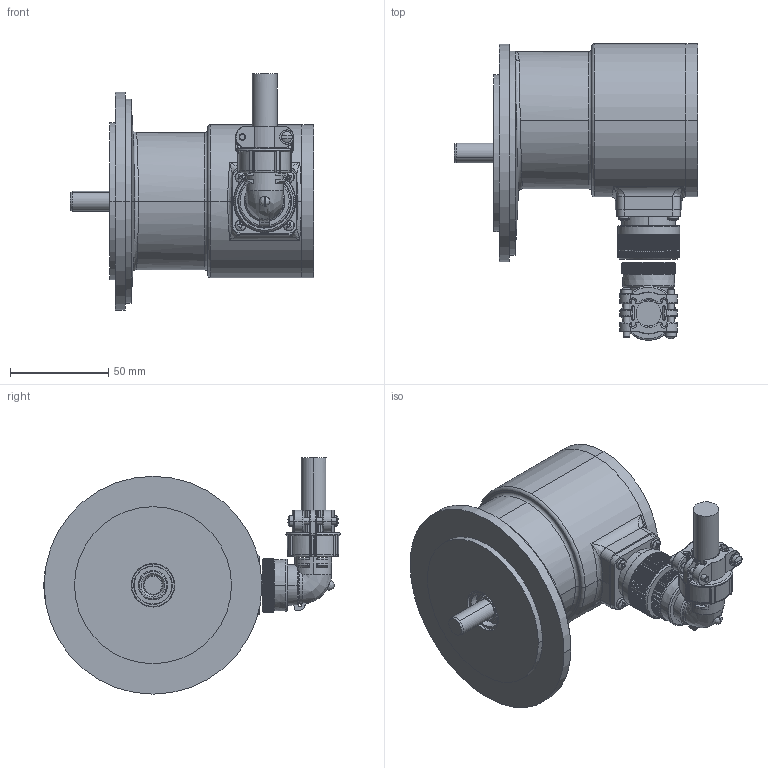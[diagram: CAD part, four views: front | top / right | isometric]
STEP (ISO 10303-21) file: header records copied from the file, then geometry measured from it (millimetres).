
FILE_DESCRIPTION (( 'STEP AP214' ), '1' );
FILE_NAME ('IGP-03-P-6501-A502.STEP', '2012-08-14T12:47:01', ( 'dummy' ), ( '' ), 'SwSTEP 2.0', 'SolidWorks 2011', '' );
FILE_SCHEMA (( 'AUTOMOTIVE_DESIGN' ));
Length unit declared in the file: millimetre
Products named in the file (1): IGP-03-P-6501-A502
Bounding box: 124 x 151.12 x 120.4 mm (x, y, z)
Surface area: 64823.6 mm2 (no closed solid volume)
Topology: 0 solids, 11 shells, 906 faces, 3376 edges, 2288 vertices
Faces by surface type: plane 439, cylinder 275, bspline 109, cone 55, torus 20, sphere 8
Entity records: 52365 total; most frequent: CARTESIAN_POINT 16504, ORIENTED_EDGE 5538, DIRECTION 4749, EDGE_CURVE 3368, VERTEX_POINT 2288, AXIS2_PLACEMENT_3D 1737, LINE 1275, VECTOR 1275
